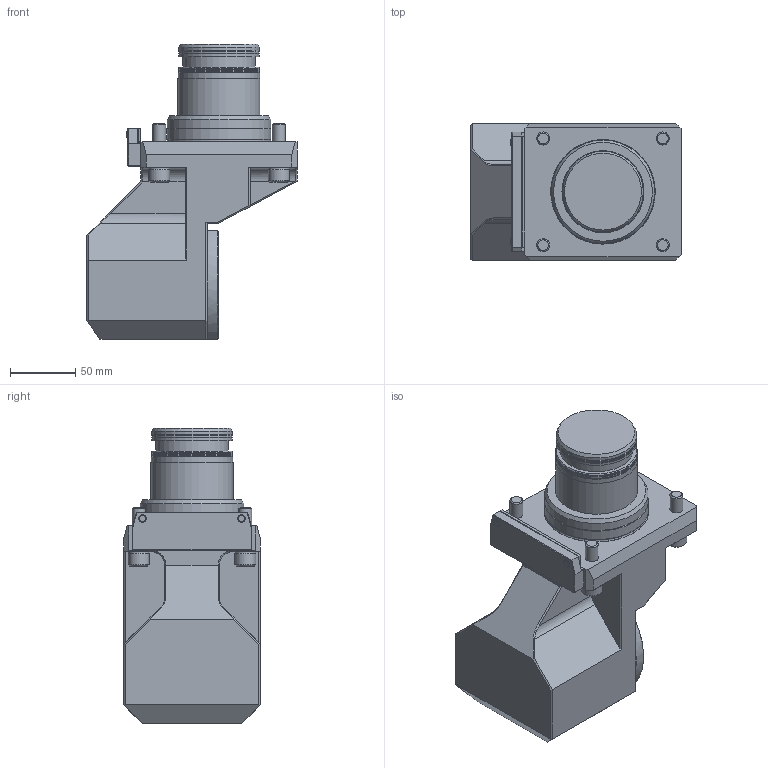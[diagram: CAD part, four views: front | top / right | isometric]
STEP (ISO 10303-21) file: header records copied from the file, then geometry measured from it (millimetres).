
FILE_DESCRIPTION(/* description */ (''),/* implementation_level */ '2;1');
FILE_NAME(/* name */ '1615983384059.stp',/* time_stamp */ '2021-03-17T13:16:31+01:00',/* author */ (''),/* organization */ ('SMS'),/* preprocessor_version */ 'ST-DEVELOPER v16.7',/* originating_system */ 'SIEMENS PLM Software NX 12.0',/* authorisation */ '');
FILE_SCHEMA (('AUTOMOTIVE_DESIGN { 1 0 10303 214 3 1 1 1 }'));
Length unit declared in the file: millimetre
Products named in the file (1): 203434334mod000_00
Bounding box: 161.5 x 105 x 227.25 mm (x, y, z)
Volume: 1667498.7 mm3; surface area: 126116.6 mm2
Topology: 1 solids, 1 shells, 214 faces, 485 edges, 308 vertices
Faces by surface type: plane 139, cylinder 38, cone 26, torus 6, bspline 4, sphere 1
Full cylindrical faces by diameter (mm): 4 x1, 6 x2, 10 x4, 16 x8, 48.5 x1, 56 x1, 58.8 x1, 59.8 x1, 62 x3, 63 x4, 63.08 x1, 79.5 x1, 80 x1, 80.5 x1
Entity records: 5852 total; most frequent: CARTESIAN_POINT 1309, DIRECTION 919, ORIENTED_EDGE 824, EDGE_CURVE 412, AXIS2_PLACEMENT_3D 327, EDGE_LOOP 304, VERTEX_POINT 290, LINE 265
